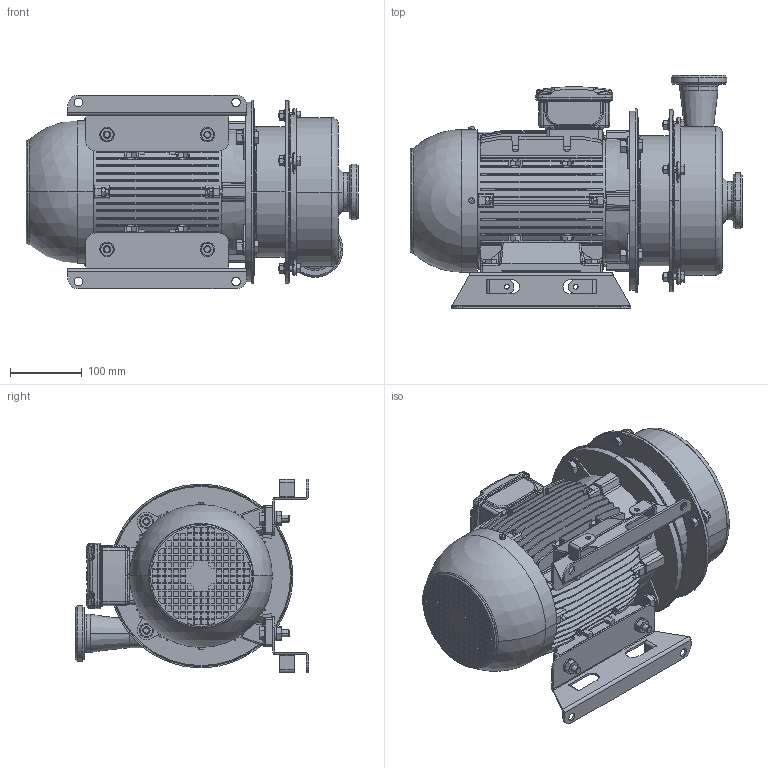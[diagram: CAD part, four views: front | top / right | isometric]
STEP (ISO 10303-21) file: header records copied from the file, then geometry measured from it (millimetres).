
FILE_DESCRIPTION (( 'STEP AP203' ), '1' );
FILE_NAME ('Ýëåêòðîíàñîñíûé àãðåãàò ÎÍÖ 25_30Ê5_5,5_2.STEP', '2016-07-10T21:46:32', ( '' ), ( '' ), 'SwSTEP 2.0', 'SolidWorks 2015', '' );
FILE_SCHEMA (( 'CONFIG_CONTROL_DESIGN' ));
Length unit declared in the file: millimetre
Products named in the file (17): Êàñòðþëÿ (2) 25_30; ﾘ琺矜; Îòâîä 25_30; Ãàéêà; 砐鳱鍱 25_30 (Dy50); ﾘ琺矜 ﾌ8; Êàñòðþëÿ (1) 25_30; Ãàéêà Ì8; 楋樏襝鍱睯蜬蠈錪 100L; Áîëò Ì8; 冓憵 25_30; 婜縺蹞 25_30; Áîëò Ì10 (äë); Ôëàíåö ôîíàðÿ 25_30; Ýëåêòðîíàñîñíûé àãðåãàò ÎÍÖ 25_30Ê5_5,5_2; 扻錪犩 25_30; Áîëò Ì10
Assembly tree (47 placements, depth 2):
  Ýëåêòðîíàñîñíûé àãðåãàò ÎÍÖ 25_30Ê5_5,5_2
    Áîëò Ì10  x4
    ﾘ琺矜  x8
    Ãàéêà  x8
    ﾘ琺矜 ﾌ8  x4
    Ãàéêà Ì8  x4
    Áîëò Ì8  x4
    婜縺蹞 25_30
    Ôëàíåö ôîíàðÿ 25_30
    扻錪犩 25_30
    Êàñòðþëÿ (2) 25_30
    Îòâîä 25_30
    砐鳱鍱 25_30 (Dy50)  x2
    Êàñòðþëÿ (1) 25_30
    楋樏襝鍱睯蜬蠈錪 100L
    冓憵 25_30  x2
    Áîëò Ì10 (äë)  x4
Bounding box: 463.05 x 325 x 270 mm (x, y, z)
Volume: 9804315 mm3; surface area: 1218918.1 mm2
Topology: 48 solids, 48 shells, 3661 faces, 9222 edges, 5869 vertices
Faces by surface type: plane 2184, cylinder 708, cone 492, torus 148, bspline 113, sphere 16
Entity records: 101125 total; most frequent: CARTESIAN_POINT 24632, ORIENTED_EDGE 15792, DIRECTION 14679, EDGE_CURVE 7896, LINE 5365, VECTOR 5365, VERTEX_POINT 5085, AXIS2_PLACEMENT_3D 4657
